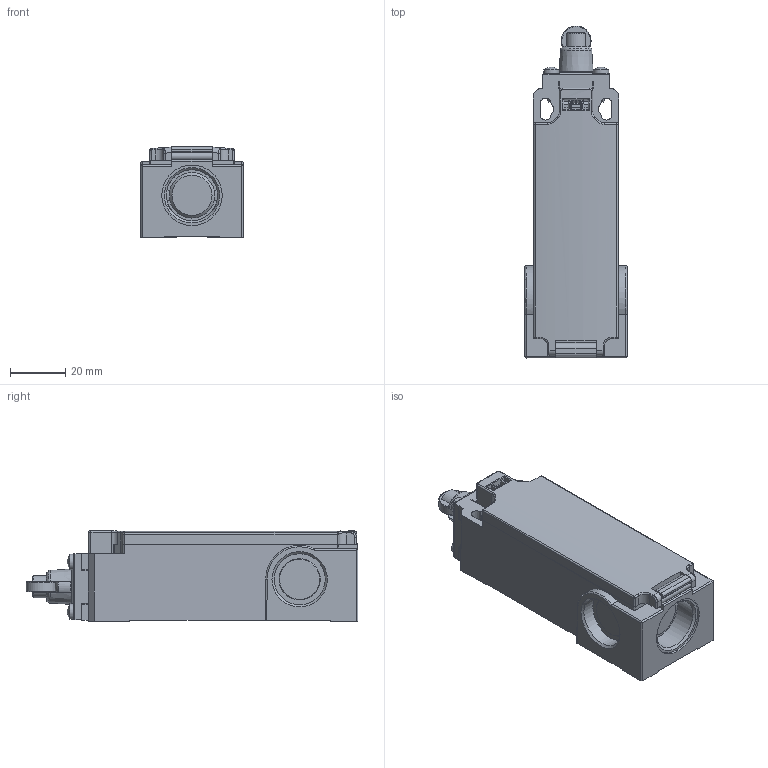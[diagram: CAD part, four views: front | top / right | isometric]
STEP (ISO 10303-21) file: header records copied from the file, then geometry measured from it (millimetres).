
FILE_DESCRIPTION (( 'STEP AP214' ), '1' );
FILE_NAME ('AHP2T12J02-024.STEP', '2023-05-03T16:57:02', ( '' ), ( '' ), 'SwSTEP 2.0', 'SolidWorks 2021', '' );
FILE_SCHEMA (( 'AUTOMOTIVE_DESIGN' ));
Length unit declared in the file: inch
Products named in the file (1): AHP2T12J02-024
Bounding box: 37 x 120.1 x 32.79 mm (x, y, z)
Volume: 94955.9 mm3; surface area: 23945.5 mm2
Topology: 1 solids, 14 shells, 577 faces, 1540 edges, 988 vertices
Faces by surface type: plane 332, cylinder 160, bspline 40, cone 25, sphere 11, torus 9
Full cylindrical faces by diameter (mm): 2.3 x4, 3 x5, 5.6 x6, 8 x1, 8.1 x1, 18.5 x3, 21.85 x1
Entity records: 18838 total; most frequent: CARTESIAN_POINT 5345, ORIENTED_EDGE 2974, DIRECTION 2496, EDGE_CURVE 1487, VERTEX_POINT 974, LINE 954, VECTOR 954, AXIS2_PLACEMENT_3D 771
